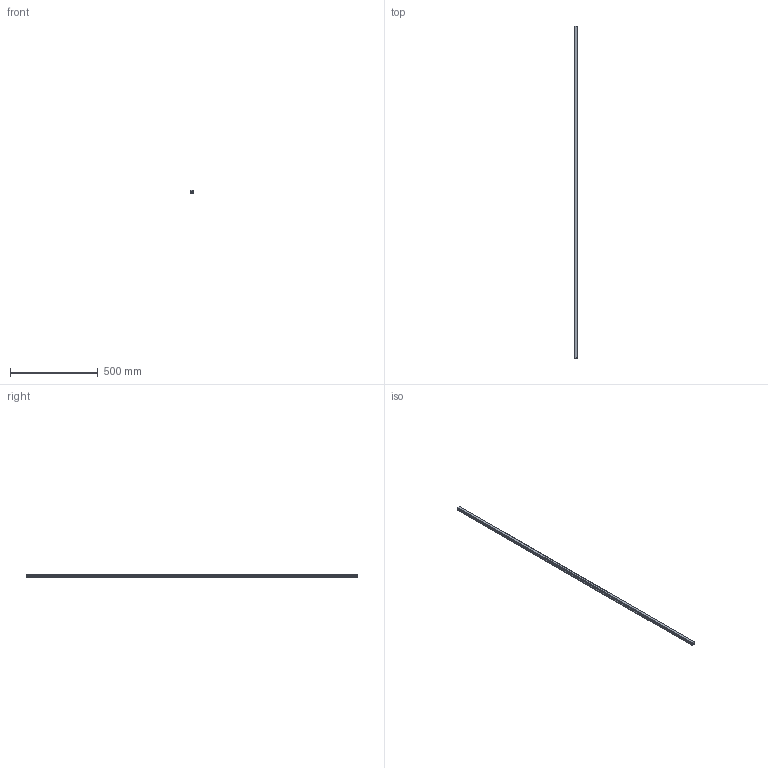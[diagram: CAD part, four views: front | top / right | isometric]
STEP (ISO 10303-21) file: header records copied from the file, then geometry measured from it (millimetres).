
FILE_DESCRIPTION(('STEP AP214'),'1');
FILE_NAME('cctmp_D9A85836-830E-42E1-B636-126B0ABB9B04_2021_01_21_14_51_06_0595..stp','2021-01-21T13:51:06',('HIWIN GmbH'),('CADClick - www.CADClick.com'),'Spatial InterOp 3D',' ','unknown authorization');
FILE_SCHEMA(('AUTOMOTIVE_DESIGN'));
Length unit declared in the file: millimetre
Products named in the file (1): HGR20T1890C_FILE
Bounding box: 20 x 1890 x 17.5 mm (x, y, z)
Volume: 558102.4 mm3; surface area: 150940.3 mm2
Topology: 1 solids, 1 shells, 235 faces, 623 edges, 362 vertices
Faces by surface type: cylinder 86, plane 85, cone 64
Entity records: 8673 total; most frequent: DIRECTION 1203, CARTESIAN_POINT 1157, ORIENTED_EDGE 1118, EDGE_CURVE 559, AXIS2_PLACEMENT_3D 408, LINE 387, VECTOR 387, VERTEX_POINT 362
